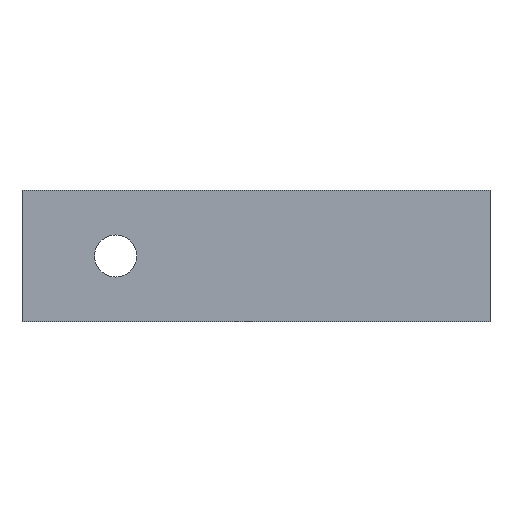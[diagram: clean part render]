
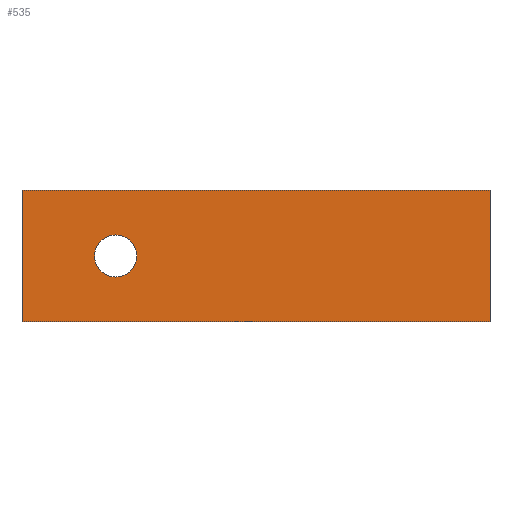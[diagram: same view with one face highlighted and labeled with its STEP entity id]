
A CAD part, front view. The second image highlights one B-rep face of the part: STEP entity #535.
In plain terms, the highlighted planar face has unit normal (0, -1, 0).
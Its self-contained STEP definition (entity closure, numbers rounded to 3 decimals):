
#3 = LINE ( 'NONE', #105, #146 ) ;
#6 = CARTESIAN_POINT ( 'NONE',  ( 50.785, 80.422, 0. ) ) ;
#29 = ORIENTED_EDGE ( 'NONE', *, *, #235, .T. ) ;
#67 = CARTESIAN_POINT ( 'NONE',  ( 8.535, 80.422, 7. ) ) ;
#92 = EDGE_CURVE ( 'NONE', #860, #722, #3, .T. ) ;
#93 = DIRECTION ( 'NONE',  ( 0., -1., 0. ) ) ;
#105 = CARTESIAN_POINT ( 'NONE',  ( 50.785, 80.422, 14. ) ) ;
#146 = VECTOR ( 'NONE', #817, 1000. ) ;
#175 = FACE_BOUND ( 'NONE', #217, .T. ) ;
#181 = FACE_OUTER_BOUND ( 'NONE', #399, .T. ) ;
#199 = VECTOR ( 'NONE', #825, 1000. ) ;
#217 = EDGE_LOOP ( 'NONE', ( #269, #583 ) ) ;
#235 = EDGE_CURVE ( 'NONE', #841, #1025, #587, .T. ) ;
#267 = CARTESIAN_POINT ( 'NONE',  ( 13.035, 80.422, 7. ) ) ;
#269 = ORIENTED_EDGE ( 'NONE', *, *, #929, .F. ) ;
#315 = AXIS2_PLACEMENT_3D ( 'NONE', #876, #93, #327 ) ;
#327 = DIRECTION ( 'NONE',  ( 0., 0., 1. ) ) ;
#330 = AXIS2_PLACEMENT_3D ( 'NONE', #374, #857, #978 ) ;
#361 = CARTESIAN_POINT ( 'NONE',  ( 50.785, 80.422, 14. ) ) ;
#374 = CARTESIAN_POINT ( 'NONE',  ( 10.785, 80.422, 7. ) ) ;
#377 = EDGE_CURVE ( 'NONE', #722, #1025, #466, .T. ) ;
#380 = DIRECTION ( 'NONE',  ( 0., 0., -1. ) ) ;
#389 = VERTEX_POINT ( 'NONE', #67 ) ;
#393 = VECTOR ( 'NONE', #612, 1000. ) ;
#399 = EDGE_LOOP ( 'NONE', ( #29, #923, #784, #453 ) ) ;
#442 = EDGE_CURVE ( 'NONE', #860, #841, #545, .T. ) ;
#453 = ORIENTED_EDGE ( 'NONE', *, *, #442, .T. ) ;
#466 = LINE ( 'NONE', #1009, #393 ) ;
#469 = CARTESIAN_POINT ( 'NONE',  ( 0.785, 80.422, 14. ) ) ;
#491 = CARTESIAN_POINT ( 'NONE',  ( 50.785, 80.422, 14. ) ) ;
#495 = EDGE_CURVE ( 'NONE', #691, #389, #662, .T. ) ;
#526 = VECTOR ( 'NONE', #380, 1000. ) ;
#535 = ADVANCED_FACE ( 'NONE', ( #181, #175 ), #972, .F. ) ;
#545 = LINE ( 'NONE', #767, #526 ) ;
#555 = DIRECTION ( 'NONE',  ( 0., 0., 1. ) ) ;
#583 = ORIENTED_EDGE ( 'NONE', *, *, #495, .F. ) ;
#587 = LINE ( 'NONE', #748, #199 ) ;
#610 = CIRCLE ( 'NONE', #315, 2.25 ) ;
#612 = DIRECTION ( 'NONE',  ( 0., 0., -1. ) ) ;
#626 = AXIS2_PLACEMENT_3D ( 'NONE', #491, #652, #555 ) ;
#652 = DIRECTION ( 'NONE',  ( 0., 1., 0. ) ) ;
#662 = CIRCLE ( 'NONE', #330, 2.25 ) ;
#691 = VERTEX_POINT ( 'NONE', #267 ) ;
#722 = VERTEX_POINT ( 'NONE', #361 ) ;
#748 = CARTESIAN_POINT ( 'NONE',  ( 50.785, 80.422, 0. ) ) ;
#767 = CARTESIAN_POINT ( 'NONE',  ( 0.785, 80.422, 14. ) ) ;
#784 = ORIENTED_EDGE ( 'NONE', *, *, #92, .F. ) ;
#817 = DIRECTION ( 'NONE',  ( 1., 0., 0. ) ) ;
#825 = DIRECTION ( 'NONE',  ( 1., 0., 0. ) ) ;
#841 = VERTEX_POINT ( 'NONE', #928 ) ;
#857 = DIRECTION ( 'NONE',  ( 0., -1., 0. ) ) ;
#860 = VERTEX_POINT ( 'NONE', #469 ) ;
#876 = CARTESIAN_POINT ( 'NONE',  ( 10.785, 80.422, 7. ) ) ;
#923 = ORIENTED_EDGE ( 'NONE', *, *, #377, .F. ) ;
#928 = CARTESIAN_POINT ( 'NONE',  ( 0.785, 80.422, 0. ) ) ;
#929 = EDGE_CURVE ( 'NONE', #389, #691, #610, .T. ) ;
#972 = PLANE ( 'NONE',  #626 ) ;
#978 = DIRECTION ( 'NONE',  ( 0., 0., 1. ) ) ;
#1009 = CARTESIAN_POINT ( 'NONE',  ( 50.785, 80.422, 14. ) ) ;
#1025 = VERTEX_POINT ( 'NONE', #6 ) ;
